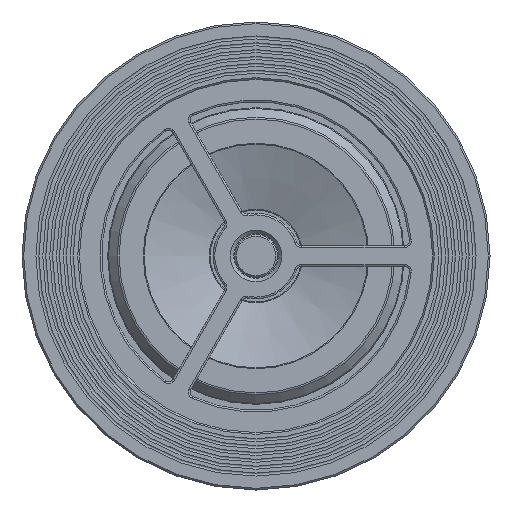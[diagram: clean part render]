
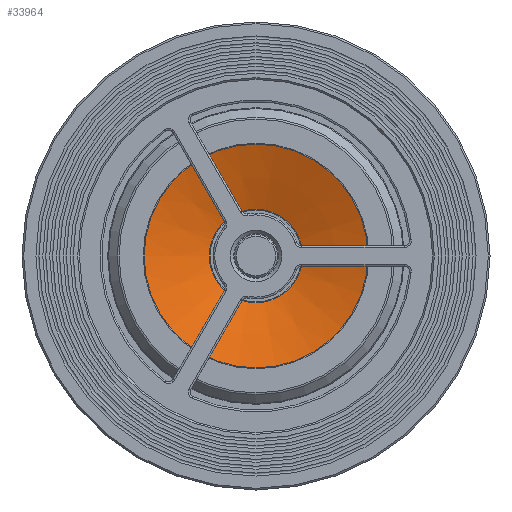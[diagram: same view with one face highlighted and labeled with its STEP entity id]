
A CAD part, left-side view. The second image highlights one B-rep face of the part: STEP entity #33964.
In plain terms, the highlighted conical face has half-angle 70.183 degrees and reference radius 65.5 mm.
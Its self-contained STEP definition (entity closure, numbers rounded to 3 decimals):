
#1803 = AXIS2_PLACEMENT_3D ( 'NONE', #25401, #4477, #17530 ) ;
#4477 = DIRECTION ( 'NONE',  ( -1., 0., 0. ) ) ;
#5541 = AXIS2_PLACEMENT_3D ( 'NONE', #28716, #10257, #20852 ) ;
#8973 = VERTEX_POINT ( 'NONE', #30744 ) ;
#9751 = DIRECTION ( 'NONE',  ( 1., 0., 0. ) ) ;
#10257 = DIRECTION ( 'NONE',  ( -1., 0., 0. ) ) ;
#11035 = VERTEX_POINT ( 'NONE', #16452 ) ;
#11276 = CIRCLE ( 'NONE', #1803, 65.253 ) ;
#15124 = DIRECTION ( 'NONE',  ( 0., -1., 0. ) ) ;
#15326 = EDGE_CURVE ( 'NONE', #11035, #11035, #23442, .T. ) ;
#16452 = CARTESIAN_POINT ( 'NONE',  ( -20.089, -27.247, 0. ) ) ;
#17530 = DIRECTION ( 'NONE',  ( 0., 1., 0. ) ) ;
#20445 = EDGE_LOOP ( 'NONE', ( #29490 ) ) ;
#20528 = CONICAL_SURFACE ( 'NONE', #5541, 65.5, 1.225 ) ;
#20852 = DIRECTION ( 'NONE',  ( 0., -1., 0. ) ) ;
#21199 = FACE_OUTER_BOUND ( 'NONE', #22300, .T. ) ;
#21745 = AXIS2_PLACEMENT_3D ( 'NONE', #28018, #9751, #15124 ) ;
#22300 = EDGE_LOOP ( 'NONE', ( #22382 ) ) ;
#22382 = ORIENTED_EDGE ( 'NONE', *, *, #25139, .T. ) ;
#23442 = CIRCLE ( 'NONE', #21745, 27.247 ) ;
#25139 = EDGE_CURVE ( 'NONE', #8973, #8973, #11276, .T. ) ;
#25401 = CARTESIAN_POINT ( 'NONE',  ( -33.785, 0., 0. ) ) ;
#28018 = CARTESIAN_POINT ( 'NONE',  ( -20.089, 0., 0. ) ) ;
#28716 = CARTESIAN_POINT ( 'NONE',  ( -33.874, 0., 0. ) ) ;
#29490 = ORIENTED_EDGE ( 'NONE', *, *, #15326, .T. ) ;
#30744 = CARTESIAN_POINT ( 'NONE',  ( -33.785, 65.253, 0. ) ) ;
#31394 = FACE_BOUND ( 'NONE', #20445, .T. ) ;
#33964 = ADVANCED_FACE ( 'NONE', ( #31394, #21199 ), #20528, .F. ) ;
